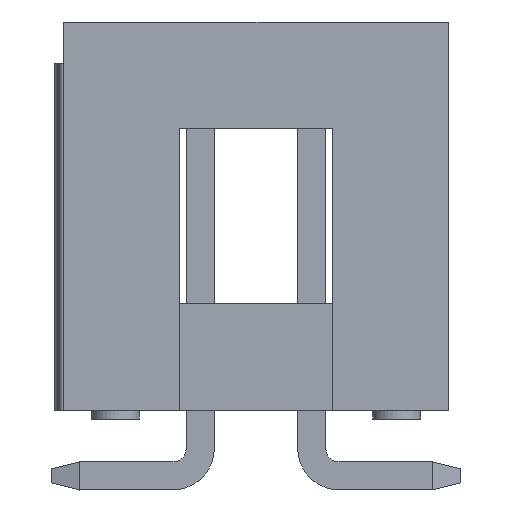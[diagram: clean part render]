
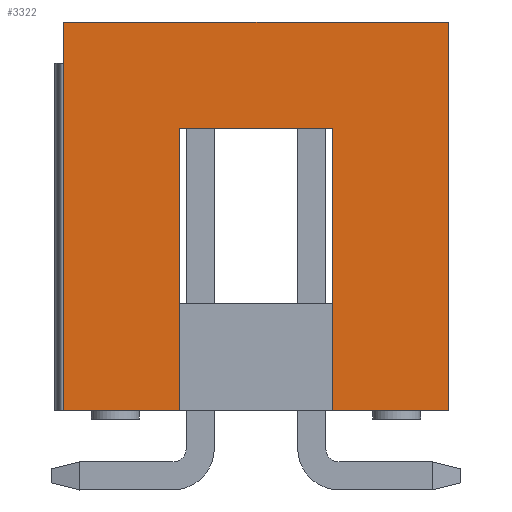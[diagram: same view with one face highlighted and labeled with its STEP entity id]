
A CAD part, left-side view. The second image highlights one B-rep face of the part: STEP entity #3322.
In plain terms, the highlighted planar face has unit normal (-1, 0, 0).
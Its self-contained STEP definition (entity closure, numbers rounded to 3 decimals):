
#348=FACE_OUTER_BOUND('',#567,.T.);
#567=EDGE_LOOP('',(#2938,#2939,#2940,#2941,#2942,#2943,#2944,#2945));
#883=LINE('',#5000,#1302);
#889=LINE('',#5049,#1308);
#899=LINE('',#5069,#1318);
#902=LINE('',#5073,#1321);
#903=LINE('',#5075,#1322);
#910=LINE('',#5088,#1329);
#951=LINE('',#5169,#1370);
#965=LINE('',#5194,#1384);
#1302=VECTOR('',#4053,8.83);
#1308=VECTOR('',#4109,6.4);
#1318=VECTOR('',#4123,6.4);
#1321=VECTOR('',#4128,3.5);
#1322=VECTOR('',#4131,2.625);
#1329=VECTOR('',#4138,2.625);
#1370=VECTOR('',#4201,8.75);
#1384=VECTOR('',#4227,8.83);
#1625=VERTEX_POINT('',#4997);
#1626=VERTEX_POINT('',#4999);
#1643=VERTEX_POINT('',#5046);
#1644=VERTEX_POINT('',#5048);
#1651=VERTEX_POINT('',#5066);
#1652=VERTEX_POINT('',#5068);
#1658=VERTEX_POINT('',#5086);
#1687=VERTEX_POINT('',#5168);
#2017=EDGE_CURVE('',#1625,#1626,#883,.T.);
#2035=EDGE_CURVE('',#1644,#1643,#889,.T.);
#2045=EDGE_CURVE('',#1652,#1651,#899,.T.);
#2048=EDGE_CURVE('',#1643,#1652,#902,.T.);
#2049=EDGE_CURVE('',#1625,#1644,#903,.T.);
#2056=EDGE_CURVE('',#1651,#1658,#910,.T.);
#2097=EDGE_CURVE('',#1626,#1687,#951,.T.);
#2111=EDGE_CURVE('',#1658,#1687,#965,.T.);
#2938=ORIENTED_EDGE('',*,*,#2045,.T.);
#2939=ORIENTED_EDGE('',*,*,#2056,.T.);
#2940=ORIENTED_EDGE('',*,*,#2111,.T.);
#2941=ORIENTED_EDGE('',*,*,#2097,.F.);
#2942=ORIENTED_EDGE('',*,*,#2017,.F.);
#2943=ORIENTED_EDGE('',*,*,#2049,.T.);
#2944=ORIENTED_EDGE('',*,*,#2035,.T.);
#2945=ORIENTED_EDGE('',*,*,#2048,.T.);
#3165=PLANE('',#3498);
#3322=ADVANCED_FACE('',(#348),#3165,.T.);
#3498=AXIS2_PLACEMENT_3D('',#5203,#4240,#4241);
#4053=DIRECTION('',(0.,0.,1.));
#4109=DIRECTION('',(0.,0.,1.));
#4123=DIRECTION('',(0.,0.,-1.));
#4128=DIRECTION('',(0.,-1.,0.));
#4131=DIRECTION('',(0.,-1.,0.));
#4138=DIRECTION('',(0.,-1.,0.));
#4201=DIRECTION('',(0.,-1.,0.));
#4227=DIRECTION('',(0.,0.,1.));
#4240=DIRECTION('center_axis',(-1.,0.,0.));
#4241=DIRECTION('ref_axis',(0.,-1.,0.));
#4997=CARTESIAN_POINT('',(0.,8.75,0.));
#4999=CARTESIAN_POINT('',(0.,8.75,8.83));
#5000=CARTESIAN_POINT('',(0.,8.75,0.));
#5046=CARTESIAN_POINT('',(0.,6.125,6.4));
#5048=CARTESIAN_POINT('',(0.,6.125,0.));
#5049=CARTESIAN_POINT('',(0.,6.125,0.));
#5066=CARTESIAN_POINT('',(0.,2.625,0.));
#5068=CARTESIAN_POINT('',(0.,2.625,6.4));
#5069=CARTESIAN_POINT('',(0.,2.625,3.2));
#5073=CARTESIAN_POINT('',(0.,7.438,6.4));
#5075=CARTESIAN_POINT('',(0.,8.75,0.));
#5086=CARTESIAN_POINT('',(0.,0.,0.));
#5088=CARTESIAN_POINT('',(0.,8.75,0.));
#5168=CARTESIAN_POINT('',(0.,0.,8.83));
#5169=CARTESIAN_POINT('',(0.,8.75,8.83));
#5194=CARTESIAN_POINT('',(0.,0.,0.));
#5203=CARTESIAN_POINT('Origin',(0.,8.75,0.));
